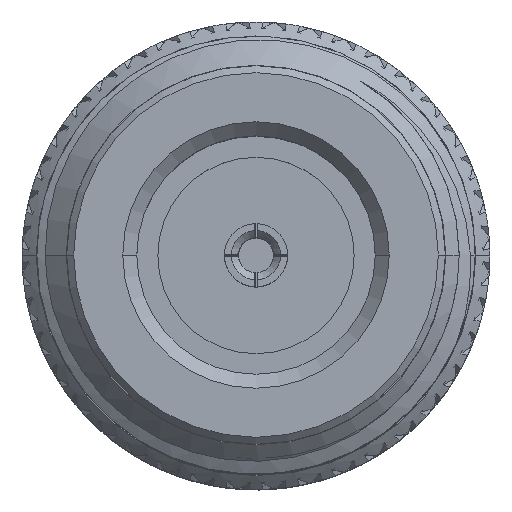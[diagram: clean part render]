
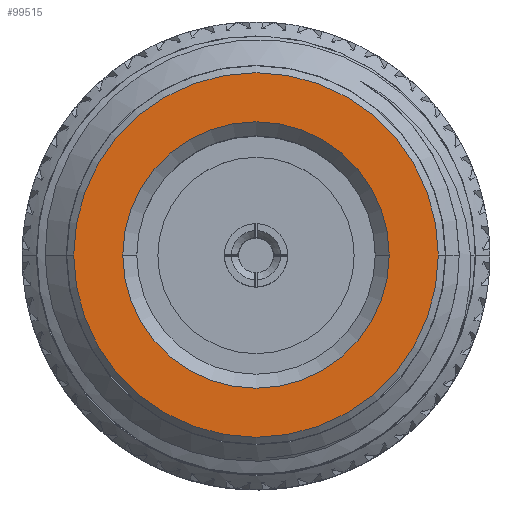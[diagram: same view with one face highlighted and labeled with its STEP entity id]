
A CAD part, top view. The second image highlights one B-rep face of the part: STEP entity #99515.
In plain terms, the highlighted planar face has unit normal (0, 0, 1).
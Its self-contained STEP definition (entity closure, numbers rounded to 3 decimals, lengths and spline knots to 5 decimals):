
#517 = PLANE ( 'NONE',  #109898 ) ;
#1101 = EDGE_CURVE ( 'NONE', #38324, #63876, #66040, .T. ) ;
#5232 = ORIENTED_EDGE ( 'NONE', *, *, #70462, .F. ) ;
#5561 = ORIENTED_EDGE ( 'NONE', *, *, #20745, .T. ) ;
#7711 = DIRECTION ( 'NONE',  ( 0., 0., -1. ) ) ;
#11594 = EDGE_LOOP ( 'NONE', ( #5561, #105758 ) ) ;
#16530 = DIRECTION ( 'NONE',  ( 0., 0., -1. ) ) ;
#17123 = DIRECTION ( 'NONE',  ( 1., 0., 0. ) ) ;
#20745 = EDGE_CURVE ( 'NONE', #41973, #28763, #25977, .T. ) ;
#25977 = CIRCLE ( 'NONE', #26490, 0.19 ) ;
#26490 = AXIS2_PLACEMENT_3D ( 'NONE', #51787, #94054, #60014 ) ;
#27179 = CARTESIAN_POINT ( 'NONE',  ( 0.19, 0., 0. ) ) ;
#28763 = VERTEX_POINT ( 'NONE', #34477 ) ;
#34477 = CARTESIAN_POINT ( 'NONE',  ( -0.19, 0., 0. ) ) ;
#36400 = DIRECTION ( 'NONE',  ( -1., 0., 0. ) ) ;
#38324 = VERTEX_POINT ( 'NONE', #85604 ) ;
#39864 = CIRCLE ( 'NONE', #48227, 0.26 ) ;
#41054 = CARTESIAN_POINT ( 'NONE',  ( 0., 0., 0. ) ) ;
#41973 = VERTEX_POINT ( 'NONE', #27179 ) ;
#48227 = AXIS2_PLACEMENT_3D ( 'NONE', #41054, #7711, #67024 ) ;
#50262 = EDGE_LOOP ( 'NONE', ( #103353, #5232 ) ) ;
#51787 = CARTESIAN_POINT ( 'NONE',  ( 0., 0., 0. ) ) ;
#59702 = AXIS2_PLACEMENT_3D ( 'NONE', #84748, #16530, #93586 ) ;
#60014 = DIRECTION ( 'NONE',  ( 1., 0., 0. ) ) ;
#63876 = VERTEX_POINT ( 'NONE', #102769 ) ;
#65241 = AXIS2_PLACEMENT_3D ( 'NONE', #87109, #95953, #36400 ) ;
#66040 = CIRCLE ( 'NONE', #65241, 0.26 ) ;
#67024 = DIRECTION ( 'NONE',  ( -1., 0., 0. ) ) ;
#67219 = DIRECTION ( 'NONE',  ( 0., 0., 1. ) ) ;
#70462 = EDGE_CURVE ( 'NONE', #63876, #38324, #39864, .T. ) ;
#83227 = FACE_OUTER_BOUND ( 'NONE', #50262, .T. ) ;
#84748 = CARTESIAN_POINT ( 'NONE',  ( 0., 0., 0. ) ) ;
#85604 = CARTESIAN_POINT ( 'NONE',  ( -0.26, 0., 0. ) ) ;
#87109 = CARTESIAN_POINT ( 'NONE',  ( 0., 0., 0. ) ) ;
#92187 = CIRCLE ( 'NONE', #59702, 0.19 ) ;
#93448 = CARTESIAN_POINT ( 'NONE',  ( 0., 0., 0. ) ) ;
#93586 = DIRECTION ( 'NONE',  ( 1., 0., 0. ) ) ;
#94054 = DIRECTION ( 'NONE',  ( 0., 0., -1. ) ) ;
#95953 = DIRECTION ( 'NONE',  ( 0., 0., -1. ) ) ;
#99515 = ADVANCED_FACE ( 'NONE', ( #105748, #83227 ), #517, .T. ) ;
#101820 = EDGE_CURVE ( 'NONE', #28763, #41973, #92187, .T. ) ;
#102769 = CARTESIAN_POINT ( 'NONE',  ( 0.26, 0., 0. ) ) ;
#103353 = ORIENTED_EDGE ( 'NONE', *, *, #1101, .F. ) ;
#105748 = FACE_BOUND ( 'NONE', #11594, .T. ) ;
#105758 = ORIENTED_EDGE ( 'NONE', *, *, #101820, .T. ) ;
#109898 = AXIS2_PLACEMENT_3D ( 'NONE', #93448, #67219, #17123 ) ;
